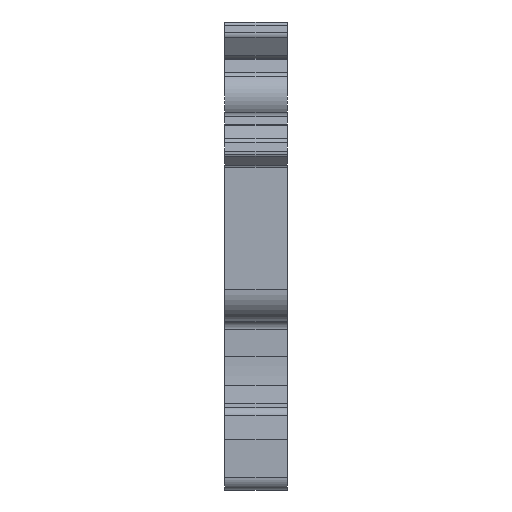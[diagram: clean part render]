
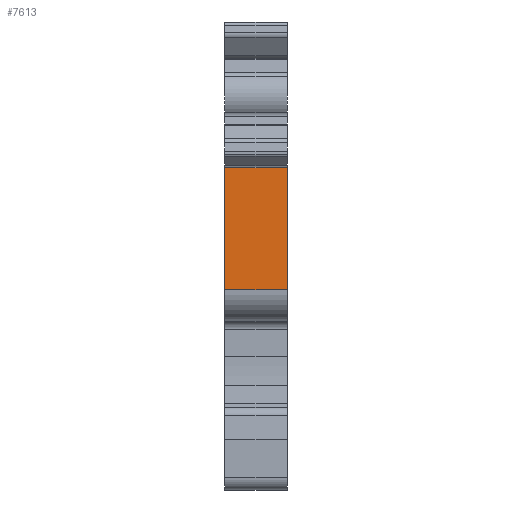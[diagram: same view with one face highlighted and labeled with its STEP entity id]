
A CAD part, front view. The second image highlights one B-rep face of the part: STEP entity #7613.
In plain terms, the highlighted planar face has unit normal (0, -1, 0).
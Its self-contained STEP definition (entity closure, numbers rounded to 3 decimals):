
#33 = EDGE_CURVE ( 'NONE', #1655, #3707, #3956, .T. ) ;
#39 = DIRECTION ( 'NONE',  ( 0., 0., 1. ) ) ;
#121 = LINE ( 'NONE', #7178, #635 ) ;
#497 = ORIENTED_EDGE ( 'NONE', *, *, #1609, .T. ) ;
#635 = VECTOR ( 'NONE', #4589, 1000. ) ;
#1405 = CARTESIAN_POINT ( 'NONE',  ( 0., -40.677, 8.443 ) ) ;
#1609 = EDGE_CURVE ( 'NONE', #5094, #1655, #7954, .T. ) ;
#1655 = VERTEX_POINT ( 'NONE', #7138 ) ;
#1790 = CARTESIAN_POINT ( 'NONE',  ( 5., -40.677, 18.197 ) ) ;
#2205 = VECTOR ( 'NONE', #39, 1000. ) ;
#2824 = EDGE_CURVE ( 'NONE', #5597, #3707, #121, .T. ) ;
#3707 = VERTEX_POINT ( 'NONE', #1790 ) ;
#3717 = FACE_OUTER_BOUND ( 'NONE', #6872, .T. ) ;
#3861 = EDGE_CURVE ( 'NONE', #5094, #5597, #6614, .T. ) ;
#3948 = CARTESIAN_POINT ( 'NONE',  ( 0.05, -40.677, 8.443 ) ) ;
#3956 = LINE ( 'NONE', #6580, #2205 ) ;
#4506 = ORIENTED_EDGE ( 'NONE', *, *, #2824, .F. ) ;
#4589 = DIRECTION ( 'NONE',  ( 1., 0., 0. ) ) ;
#5046 = CARTESIAN_POINT ( 'NONE',  ( 0.05, -40.677, 8.443 ) ) ;
#5094 = VERTEX_POINT ( 'NONE', #1405 ) ;
#5162 = ORIENTED_EDGE ( 'NONE', *, *, #33, .T. ) ;
#5597 = VERTEX_POINT ( 'NONE', #6820 ) ;
#5964 = VECTOR ( 'NONE', #6612, 1000. ) ;
#6259 = DIRECTION ( 'NONE',  ( 1., 0., 0. ) ) ;
#6580 = CARTESIAN_POINT ( 'NONE',  ( 5., -40.677, 8.443 ) ) ;
#6612 = DIRECTION ( 'NONE',  ( 1., 0., 0. ) ) ;
#6614 = LINE ( 'NONE', #8040, #6691 ) ;
#6651 = DIRECTION ( 'NONE',  ( 0., 0., 1. ) ) ;
#6691 = VECTOR ( 'NONE', #6651, 1000. ) ;
#6734 = ORIENTED_EDGE ( 'NONE', *, *, #3861, .F. ) ;
#6820 = CARTESIAN_POINT ( 'NONE',  ( 0., -40.677, 18.197 ) ) ;
#6872 = EDGE_LOOP ( 'NONE', ( #5162, #4506, #6734, #497 ) ) ;
#6993 = PLANE ( 'NONE',  #7078 ) ;
#7078 = AXIS2_PLACEMENT_3D ( 'NONE', #5046, #7643, #6259 ) ;
#7138 = CARTESIAN_POINT ( 'NONE',  ( 5., -40.677, 8.443 ) ) ;
#7178 = CARTESIAN_POINT ( 'NONE',  ( -67.277, -40.677, 18.197 ) ) ;
#7613 = ADVANCED_FACE ( 'NONE', ( #3717 ), #6993, .F. ) ;
#7643 = DIRECTION ( 'NONE',  ( 0., 1., 0. ) ) ;
#7954 = LINE ( 'NONE', #3948, #5964 ) ;
#8040 = CARTESIAN_POINT ( 'NONE',  ( 0., -40.677, 8.443 ) ) ;
